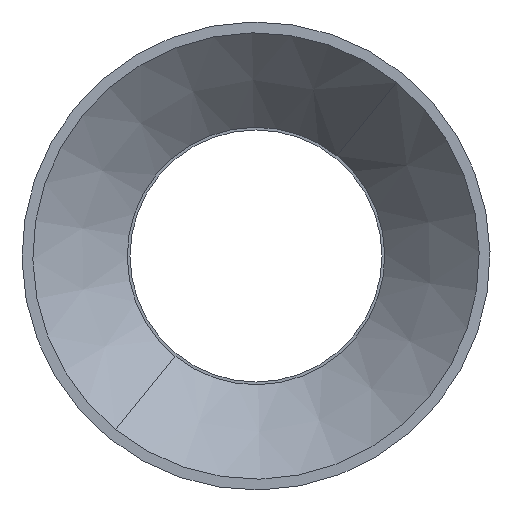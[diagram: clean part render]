
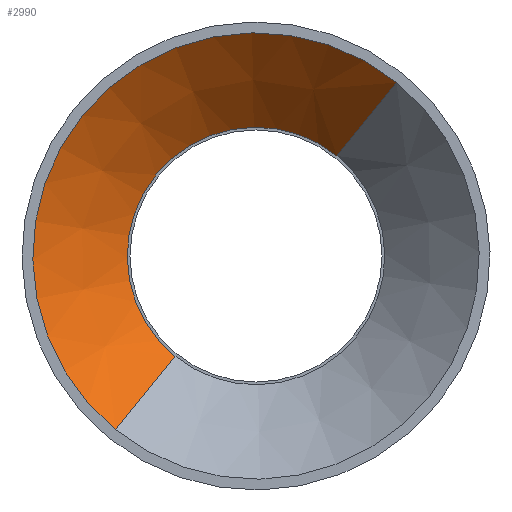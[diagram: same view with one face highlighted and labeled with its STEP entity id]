
A CAD part, front view. The second image highlights one B-rep face of the part: STEP entity #2990.
In plain terms, the highlighted conical face has half-angle 45 degrees and reference radius 3.1 mm.
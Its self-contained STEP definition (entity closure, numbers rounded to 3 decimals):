
#920=CARTESIAN_POINT('',(79.417,48.626,10.946));
#930=DIRECTION('',(0.,0.,1.));
#940=DIRECTION('',(0.629,-0.777,0.));
#950=AXIS2_PLACEMENT_3D('',#920,#930,#940);
#960=CIRCLE('',#950,1.788);
#970=CARTESIAN_POINT('',(80.542,47.236,10.946));
#980=VERTEX_POINT('',#970);
#990=CARTESIAN_POINT('',(78.292,50.015,10.946));
#1000=VERTEX_POINT('',#990);
#1030=EDGE_CURVE('',#1000,#980,#960,.T.);
#2550=CARTESIAN_POINT('',(77.466,51.035,
9.634));
#2560=VERTEX_POINT('',#2550);
#2640=CARTESIAN_POINT('',(81.368,46.217,
9.634));
#2650=VERTEX_POINT('',#2640);
#2680=CARTESIAN_POINT('',(79.417,48.626,9.634));
#2690=DIRECTION('',(0.,0.,1.));
#2700=DIRECTION('',(0.629,-0.777,0.));
#2710=AXIS2_PLACEMENT_3D('',#2680,#2690,#2700);
#2720=CIRCLE('',#2710,3.1);
#2730=EDGE_CURVE('',#2560,#2650,#2720,.T.);
#2780=CARTESIAN_POINT('',(79.417,48.626,9.634));
#2790=DIRECTION('',(0.,0.,-1.));
#2800=DIRECTION('',(0.629,-0.777,0.));
#2810=AXIS2_PLACEMENT_3D('',#2780,#2790,#2800);
#2820=CONICAL_SURFACE('',#2810,3.1,0.785);
#2830=CARTESIAN_POINT('',(77.466,51.035,
9.634));
#2840=DIRECTION('',(-0.445,0.55,
-0.707));
#2850=VECTOR('',#2840,4.384);
#2860=LINE('',#2830,#2850);
#2870=EDGE_CURVE('',#1000,#2560,#2860,.T.);
#2880=ORIENTED_EDGE('',*,*,#2870,.F.);
#2890=ORIENTED_EDGE('',*,*,#2730,.F.);
#2900=CARTESIAN_POINT('',(81.368,46.217,
9.634));
#2910=DIRECTION('',(0.445,-0.55,
-0.707));
#2920=VECTOR('',#2910,4.384);
#2930=LINE('',#2900,#2920);
#2940=EDGE_CURVE('',#980,#2650,#2930,.T.);
#2950=ORIENTED_EDGE('',*,*,#2940,.T.);
#2960=ORIENTED_EDGE('',*,*,#1030,.T.);
#2970=EDGE_LOOP('',(#2960,#2950,#2890,#2880));
#2980=FACE_OUTER_BOUND('',#2970,.T.);
#2990=ADVANCED_FACE('',(#2980),#2820,.F.);
